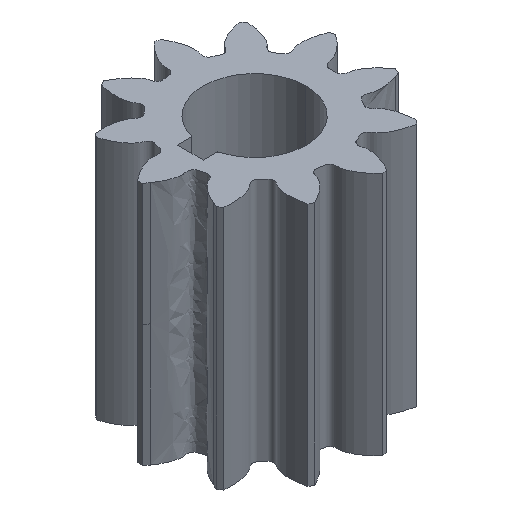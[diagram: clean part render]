
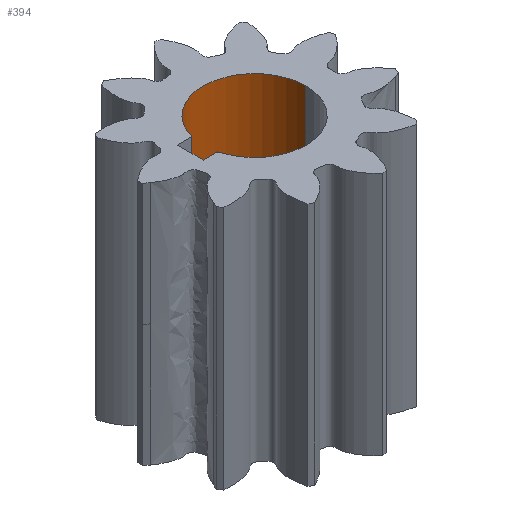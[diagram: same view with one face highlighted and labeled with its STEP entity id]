
A CAD part, isometric view. The second image highlights one B-rep face of the part: STEP entity #394.
In plain terms, the highlighted cylindrical face has radius 4 mm (diameter 8 mm), a partial arc.
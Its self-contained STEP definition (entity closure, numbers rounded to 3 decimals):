
#138 = VECTOR ( 'NONE', #1200, 1000. ) ;
#218 = CARTESIAN_POINT ( 'NONE',  ( 4., 0., -9.525 ) ) ;
#229 = EDGE_CURVE ( 'NONE', #3872, #3965, #3382, .T. ) ;
#394 = ADVANCED_FACE ( 'NONE', ( #2535 ), #2439, .F. ) ;
#1200 = DIRECTION ( 'NONE',  ( 0., 0., -1. ) ) ;
#1265 = DIRECTION ( 'NONE',  ( 0., 0., 1. ) ) ;
#1479 = DIRECTION ( 'NONE',  ( 1., 0., 0. ) ) ;
#1575 = AXIS2_PLACEMENT_3D ( 'NONE', #3625, #1730, #3938 ) ;
#1730 = DIRECTION ( 'NONE',  ( 0., 0., 1. ) ) ;
#1770 = EDGE_CURVE ( 'NONE', #2450, #3872, #3565, .T. ) ;
#1870 = AXIS2_PLACEMENT_3D ( 'NONE', #3063, #3381, #1479 ) ;
#1957 = CARTESIAN_POINT ( 'NONE',  ( -3.87, 1.01, 9.525 ) ) ;
#2205 = CARTESIAN_POINT ( 'NONE',  ( 4., 0., -9.525 ) ) ;
#2226 = LINE ( 'NONE', #218, #3904 ) ;
#2401 = DIRECTION ( 'NONE',  ( 0., 0., 1. ) ) ;
#2431 = AXIS2_PLACEMENT_3D ( 'NONE', #3162, #1265, #3477 ) ;
#2439 = CYLINDRICAL_SURFACE ( 'NONE', #1870, 4. ) ;
#2450 = VERTEX_POINT ( 'NONE', #3180 ) ;
#2535 = FACE_OUTER_BOUND ( 'NONE', #3135, .T. ) ;
#2540 = ORIENTED_EDGE ( 'NONE', *, *, #1770, .T. ) ;
#2580 = EDGE_CURVE ( 'NONE', #2630, #2450, #2226, .T. ) ;
#2630 = VERTEX_POINT ( 'NONE', #2205 ) ;
#3003 = CARTESIAN_POINT ( 'NONE',  ( -3.87, 1.01, -9.525 ) ) ;
#3063 = CARTESIAN_POINT ( 'NONE',  ( 0., 0., -9.525 ) ) ;
#3124 = CIRCLE ( 'NONE', #1575, 4. ) ;
#3135 = EDGE_LOOP ( 'NONE', ( #3688, #3865, #2540, #3425 ) ) ;
#3162 = CARTESIAN_POINT ( 'NONE',  ( 0., 0., 9.525 ) ) ;
#3180 = CARTESIAN_POINT ( 'NONE',  ( 4., 0., 9.525 ) ) ;
#3239 = CARTESIAN_POINT ( 'NONE',  ( -3.87, 1.01, -9.525 ) ) ;
#3381 = DIRECTION ( 'NONE',  ( 0., 0., 1. ) ) ;
#3382 = LINE ( 'NONE', #3003, #138 ) ;
#3425 = ORIENTED_EDGE ( 'NONE', *, *, #229, .T. ) ;
#3477 = DIRECTION ( 'NONE',  ( 1., 0., 0. ) ) ;
#3565 = CIRCLE ( 'NONE', #2431, 4. ) ;
#3625 = CARTESIAN_POINT ( 'NONE',  ( 0., 0., -9.525 ) ) ;
#3684 = EDGE_CURVE ( 'NONE', #2630, #3965, #3124, .T. ) ;
#3688 = ORIENTED_EDGE ( 'NONE', *, *, #3684, .F. ) ;
#3865 = ORIENTED_EDGE ( 'NONE', *, *, #2580, .T. ) ;
#3872 = VERTEX_POINT ( 'NONE', #1957 ) ;
#3904 = VECTOR ( 'NONE', #2401, 1000. ) ;
#3938 = DIRECTION ( 'NONE',  ( 1., 0., 0. ) ) ;
#3965 = VERTEX_POINT ( 'NONE', #3239 ) ;
